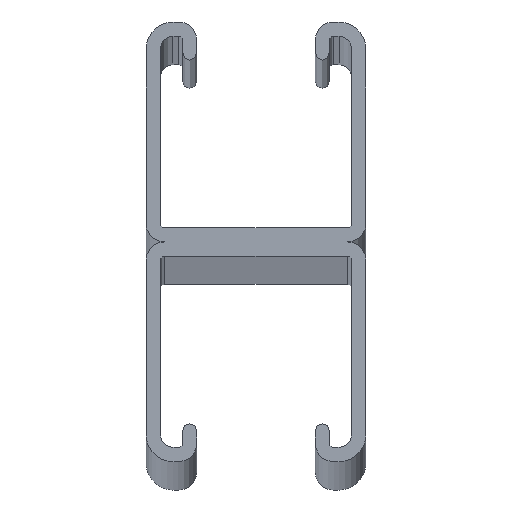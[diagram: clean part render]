
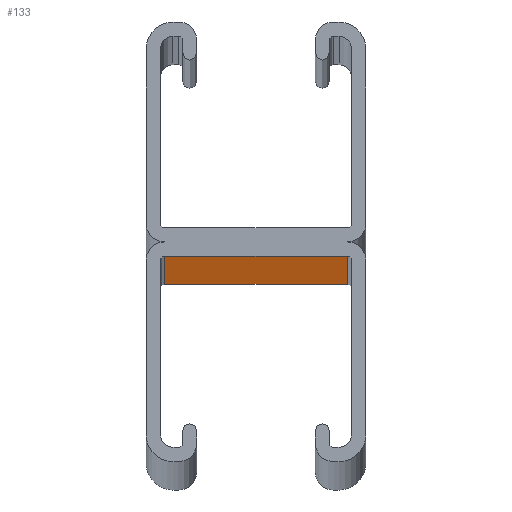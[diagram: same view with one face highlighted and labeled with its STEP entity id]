
A CAD part, top view. The second image highlights one B-rep face of the part: STEP entity #133.
In plain terms, the highlighted planar face has unit normal (0, -1, 0).
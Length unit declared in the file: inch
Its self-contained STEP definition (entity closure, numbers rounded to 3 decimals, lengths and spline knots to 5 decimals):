
#133=ADVANCED_FACE('',(#289),#290,.T.);
#289=FACE_OUTER_BOUND('',#465,.T.);
#290=PLANE('',#466);
#465=EDGE_LOOP('',(#765,#766,#767,#768));
#466=AXIS2_PLACEMENT_3D('',#769,#770,#771);
#765=ORIENTED_EDGE('',*,*,#1224,.T.);
#766=ORIENTED_EDGE('',*,*,#1225,.F.);
#767=ORIENTED_EDGE('',*,*,#1226,.F.);
#768=ORIENTED_EDGE('',*,*,#1227,.T.);
#769=CARTESIAN_POINT('',(0.0,-0.105,0.0));
#770=DIRECTION('',(0.0,-1.0,0.0));
#771=DIRECTION('',(1.0,0.0,-0.0));
#1224=EDGE_CURVE('',#1523,#1524,#1525,.T.);
#1225=EDGE_CURVE('',#1526,#1524,#1527,.T.);
#1226=EDGE_CURVE('',#1528,#1526,#1529,.T.);
#1227=EDGE_CURVE('',#1528,#1523,#1530,.T.);
#1523=VERTEX_POINT('',#1922);
#1524=VERTEX_POINT('',#1923);
#1525=LINE('',#1924,#1925);
#1526=VERTEX_POINT('',#1926);
#1527=LINE('',#1927,#1928);
#1528=VERTEX_POINT('',#1929);
#1529=LINE('',#1930,#1931);
#1530=LINE('',#1932,#1933);
#1922=CARTESIAN_POINT('',(0.67625,-0.105,120.0));
#1923=CARTESIAN_POINT('',(-0.67625,-0.105,120.0));
#1924=CARTESIAN_POINT('',(0.67625,-0.105,120.0));
#1925=VECTOR('',#2216,1.0);
#1926=CARTESIAN_POINT('',(-0.67625,-0.105,0.0));
#1927=CARTESIAN_POINT('',(-0.67625,-0.105,0.0));
#1928=VECTOR('',#2217,1.0);
#1929=CARTESIAN_POINT('',(0.67625,-0.105,0.0));
#1930=CARTESIAN_POINT('',(0.67625,-0.105,0.0));
#1931=VECTOR('',#2218,1.0);
#1932=CARTESIAN_POINT('',(0.67625,-0.105,0.0));
#1933=VECTOR('',#2219,1.0);
#2216=DIRECTION('',(-1.0,0.0,0.0));
#2217=DIRECTION('',(0.0,0.0,1.0));
#2218=DIRECTION('',(-1.0,0.0,0.0));
#2219=DIRECTION('',(0.0,0.0,1.0));
